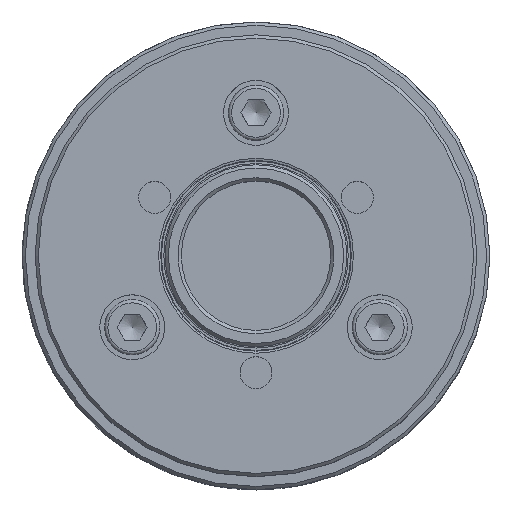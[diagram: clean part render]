
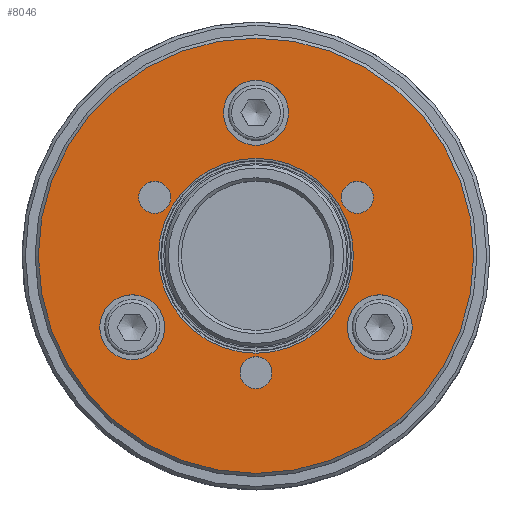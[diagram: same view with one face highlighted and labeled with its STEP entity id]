
A CAD part, top view. The second image highlights one B-rep face of the part: STEP entity #8046.
In plain terms, the highlighted face is planar.
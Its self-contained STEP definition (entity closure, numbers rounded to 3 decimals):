
#1386=PLANE('',#8895);
#1568=FACE_BOUND('',#2868,.T.);
#1569=FACE_BOUND('',#2869,.T.);
#1570=FACE_BOUND('',#2870,.T.);
#1571=FACE_BOUND('',#2871,.T.);
#1572=FACE_BOUND('',#2872,.T.);
#1573=FACE_BOUND('',#2873,.T.);
#1574=FACE_BOUND('',#2874,.T.);
#1575=FACE_BOUND('',#2875,.T.);
#2868=EDGE_LOOP('',(#7003));
#2869=EDGE_LOOP('',(#7004));
#2870=EDGE_LOOP('',(#7005));
#2871=EDGE_LOOP('',(#7006));
#2872=EDGE_LOOP('',(#7007));
#2873=EDGE_LOOP('',(#7008));
#2874=EDGE_LOOP('',(#7009));
#2875=EDGE_LOOP('',(#7010));
#3318=CIRCLE('',#8894,33.5);
#3319=CIRCLE('',#8896,15.);
#3320=CIRCLE('',#8897,2.459);
#3321=CIRCLE('',#8898,2.459);
#3322=CIRCLE('',#8899,2.459);
#3323=CIRCLE('',#8900,5.);
#3324=CIRCLE('',#8901,5.);
#3325=CIRCLE('',#8902,5.);
#4024=VERTEX_POINT('',#14165);
#4025=VERTEX_POINT('',#14168);
#4026=VERTEX_POINT('',#14170);
#4027=VERTEX_POINT('',#14172);
#4028=VERTEX_POINT('',#14174);
#4029=VERTEX_POINT('',#14176);
#4030=VERTEX_POINT('',#14178);
#4031=VERTEX_POINT('',#14180);
#5032=EDGE_CURVE('',#4024,#4024,#3318,.T.);
#5033=EDGE_CURVE('',#4025,#4025,#3319,.T.);
#5034=EDGE_CURVE('',#4026,#4026,#3320,.T.);
#5035=EDGE_CURVE('',#4027,#4027,#3321,.T.);
#5036=EDGE_CURVE('',#4028,#4028,#3322,.T.);
#5037=EDGE_CURVE('',#4029,#4029,#3323,.T.);
#5038=EDGE_CURVE('',#4030,#4030,#3324,.T.);
#5039=EDGE_CURVE('',#4031,#4031,#3325,.T.);
#7003=ORIENTED_EDGE('',*,*,#5033,.F.);
#7004=ORIENTED_EDGE('',*,*,#5034,.T.);
#7005=ORIENTED_EDGE('',*,*,#5035,.T.);
#7006=ORIENTED_EDGE('',*,*,#5036,.T.);
#7007=ORIENTED_EDGE('',*,*,#5037,.T.);
#7008=ORIENTED_EDGE('',*,*,#5038,.T.);
#7009=ORIENTED_EDGE('',*,*,#5039,.T.);
#7010=ORIENTED_EDGE('',*,*,#5032,.F.);
#8046=ADVANCED_FACE('',(#1568,#1569,#1570,#1571,#1572,#1573,#1574,#1575),
#1386,.T.);
#8894=AXIS2_PLACEMENT_3D('',#14166,#11060,#11061);
#8895=AXIS2_PLACEMENT_3D('',#14167,#11062,#11063);
#8896=AXIS2_PLACEMENT_3D('',#14169,#11064,#11065);
#8897=AXIS2_PLACEMENT_3D('',#14171,#11066,#11067);
#8898=AXIS2_PLACEMENT_3D('',#14173,#11068,#11069);
#8899=AXIS2_PLACEMENT_3D('',#14175,#11070,#11071);
#8900=AXIS2_PLACEMENT_3D('',#14177,#11072,#11073);
#8901=AXIS2_PLACEMENT_3D('',#14179,#11074,#11075);
#8902=AXIS2_PLACEMENT_3D('',#14181,#11076,#11077);
#11060=DIRECTION('center_axis',(-1.,0.,0.));
#11061=DIRECTION('ref_axis',(0.,-1.,0.));
#11062=DIRECTION('center_axis',(1.,0.,0.));
#11063=DIRECTION('ref_axis',(0.,0.,-1.));
#11064=DIRECTION('center_axis',(1.,0.,0.));
#11065=DIRECTION('ref_axis',(0.,0.,-1.));
#11066=DIRECTION('center_axis',(-1.,0.,0.));
#11067=DIRECTION('ref_axis',(0.,0.,-1.));
#11068=DIRECTION('center_axis',(-1.,0.,0.));
#11069=DIRECTION('ref_axis',(0.,0.866,0.5));
#11070=DIRECTION('center_axis',(-1.,0.,0.));
#11071=DIRECTION('ref_axis',(0.,-0.866,0.5));
#11072=DIRECTION('center_axis',(-1.,0.,0.));
#11073=DIRECTION('ref_axis',(0.,0.,-1.));
#11074=DIRECTION('center_axis',(-1.,0.,0.));
#11075=DIRECTION('ref_axis',(0.,0.866,0.5));
#11076=DIRECTION('center_axis',(-1.,0.,0.));
#11077=DIRECTION('ref_axis',(0.,-0.866,0.5));
#14165=CARTESIAN_POINT('',(-3.137,30.119,0.));
#14166=CARTESIAN_POINT('Origin',(-3.137,-3.381,0.));
#14167=CARTESIAN_POINT('Origin',(-3.137,11.619,0.));
#14168=CARTESIAN_POINT('',(-3.137,11.619,0.));
#14169=CARTESIAN_POINT('Origin',(-3.137,-3.381,0.));
#14170=CARTESIAN_POINT('',(-3.137,14.619,-2.459));
#14171=CARTESIAN_POINT('Origin',(-3.137,14.619,0.));
#14172=CARTESIAN_POINT('',(-3.137,-10.252,16.818));
#14173=CARTESIAN_POINT('Origin',(-3.137,-12.381,15.588));
#14174=CARTESIAN_POINT('',(-3.137,-14.51,-14.359));
#14175=CARTESIAN_POINT('Origin',(-3.137,-12.381,-15.588));
#14176=CARTESIAN_POINT('',(-3.137,-25.381,-5.));
#14177=CARTESIAN_POINT('Origin',(-3.137,-25.381,0.));
#14178=CARTESIAN_POINT('',(-3.137,11.949,-16.553));
#14179=CARTESIAN_POINT('Origin',(-3.137,7.619,-19.053));
#14180=CARTESIAN_POINT('',(-3.137,3.289,21.553));
#14181=CARTESIAN_POINT('Origin',(-3.137,7.619,19.053));
